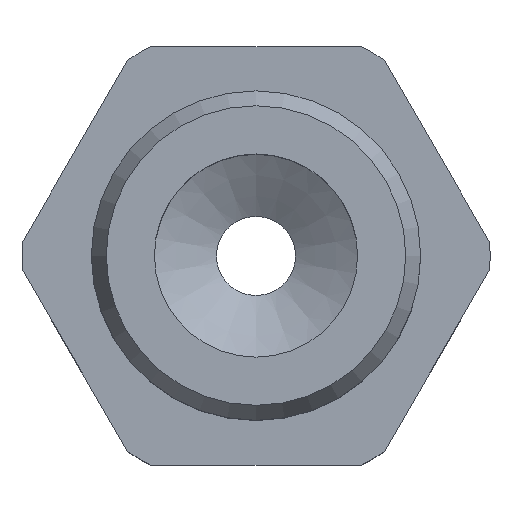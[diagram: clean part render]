
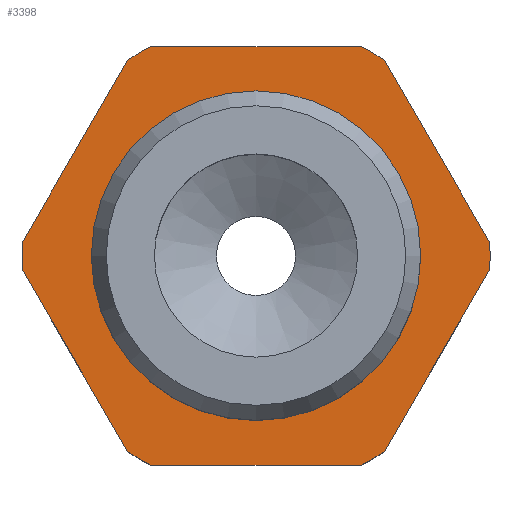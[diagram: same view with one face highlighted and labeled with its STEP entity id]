
A CAD part, top view. The second image highlights one B-rep face of the part: STEP entity #3398.
In plain terms, the highlighted planar face has unit normal (0, 0, 1).
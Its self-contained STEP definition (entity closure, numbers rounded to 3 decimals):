
#43=CIRCLE('',#3527,11.75);
#44=CIRCLE('',#3528,11.75);
#45=CIRCLE('',#3529,11.75);
#46=CIRCLE('',#3530,11.75);
#47=CIRCLE('',#3531,11.75);
#48=CIRCLE('',#3532,11.75);
#49=CIRCLE('',#3533,8.269);
#73=FACE_BOUND('',#672,.T.);
#477=FACE_OUTER_BOUND('',#671,.T.);
#671=EDGE_LOOP('',(#3061,#3062,#3063,#3064,#3065,#3066,#3067,#3068,#3069,
#3070,#3071,#3072));
#672=EDGE_LOOP('',(#3073));
#977=LINE('',#6437,#1289);
#980=LINE('',#6443,#1292);
#983=LINE('',#6449,#1295);
#986=LINE('',#6455,#1298);
#989=LINE('',#6461,#1301);
#992=LINE('',#6467,#1304);
#1289=VECTOR('',#4034,10.);
#1292=VECTOR('',#4039,10.);
#1295=VECTOR('',#4044,10.);
#1298=VECTOR('',#4049,10.);
#1301=VECTOR('',#4054,10.);
#1304=VECTOR('',#4059,10.);
#1623=VERTEX_POINT('',#6435);
#1624=VERTEX_POINT('',#6436);
#1625=VERTEX_POINT('',#6441);
#1626=VERTEX_POINT('',#6442);
#1627=VERTEX_POINT('',#6447);
#1628=VERTEX_POINT('',#6448);
#1629=VERTEX_POINT('',#6453);
#1630=VERTEX_POINT('',#6454);
#1631=VERTEX_POINT('',#6459);
#1632=VERTEX_POINT('',#6460);
#1633=VERTEX_POINT('',#6465);
#1634=VERTEX_POINT('',#6466);
#1635=VERTEX_POINT('',#6477);
#2103=EDGE_CURVE('',#1623,#1624,#977,.T.);
#2106=EDGE_CURVE('',#1625,#1626,#980,.T.);
#2109=EDGE_CURVE('',#1627,#1628,#983,.T.);
#2112=EDGE_CURVE('',#1629,#1630,#986,.T.);
#2115=EDGE_CURVE('',#1631,#1632,#989,.T.);
#2118=EDGE_CURVE('',#1633,#1634,#992,.T.);
#2121=EDGE_CURVE('',#1624,#1631,#43,.T.);
#2122=EDGE_CURVE('',#1632,#1629,#44,.T.);
#2123=EDGE_CURVE('',#1630,#1627,#45,.T.);
#2124=EDGE_CURVE('',#1628,#1633,#46,.T.);
#2125=EDGE_CURVE('',#1634,#1625,#47,.T.);
#2126=EDGE_CURVE('',#1626,#1623,#48,.T.);
#2127=EDGE_CURVE('',#1635,#1635,#49,.T.);
#3061=ORIENTED_EDGE('',*,*,#2103,.T.);
#3062=ORIENTED_EDGE('',*,*,#2121,.T.);
#3063=ORIENTED_EDGE('',*,*,#2115,.T.);
#3064=ORIENTED_EDGE('',*,*,#2122,.T.);
#3065=ORIENTED_EDGE('',*,*,#2112,.T.);
#3066=ORIENTED_EDGE('',*,*,#2123,.T.);
#3067=ORIENTED_EDGE('',*,*,#2109,.T.);
#3068=ORIENTED_EDGE('',*,*,#2124,.T.);
#3069=ORIENTED_EDGE('',*,*,#2118,.T.);
#3070=ORIENTED_EDGE('',*,*,#2125,.T.);
#3071=ORIENTED_EDGE('',*,*,#2106,.T.);
#3072=ORIENTED_EDGE('',*,*,#2126,.T.);
#3073=ORIENTED_EDGE('',*,*,#2127,.F.);
#3230=PLANE('',#3526);
#3398=ADVANCED_FACE('',(#477,#73),#3230,.T.);
#3526=AXIS2_PLACEMENT_3D('',#6470,#4062,#4063);
#3527=AXIS2_PLACEMENT_3D('',#6471,#4064,#4065);
#3528=AXIS2_PLACEMENT_3D('',#6472,#4066,#4067);
#3529=AXIS2_PLACEMENT_3D('',#6473,#4068,#4069);
#3530=AXIS2_PLACEMENT_3D('',#6474,#4070,#4071);
#3531=AXIS2_PLACEMENT_3D('',#6475,#4072,#4073);
#3532=AXIS2_PLACEMENT_3D('',#6476,#4074,#4075);
#3533=AXIS2_PLACEMENT_3D('',#6478,#4076,#4077);
#4034=DIRECTION('',(0.5,0.866,0.));
#4039=DIRECTION('',(1.,0.,0.));
#4044=DIRECTION('',(-0.5,-0.866,0.));
#4049=DIRECTION('',(-1.,0.,0.));
#4054=DIRECTION('',(-0.5,0.866,0.));
#4059=DIRECTION('',(0.5,-0.866,0.));
#4062=DIRECTION('center_axis',(0.,0.,1.));
#4063=DIRECTION('ref_axis',(1.,0.,0.));
#4064=DIRECTION('center_axis',(0.,0.,1.));
#4065=DIRECTION('ref_axis',(1.,0.,0.));
#4066=DIRECTION('center_axis',(0.,0.,1.));
#4067=DIRECTION('ref_axis',(1.,0.,0.));
#4068=DIRECTION('center_axis',(0.,0.,1.));
#4069=DIRECTION('ref_axis',(1.,0.,0.));
#4070=DIRECTION('center_axis',(0.,0.,1.));
#4071=DIRECTION('ref_axis',(1.,0.,0.));
#4072=DIRECTION('center_axis',(0.,0.,1.));
#4073=DIRECTION('ref_axis',(1.,0.,0.));
#4074=DIRECTION('center_axis',(0.,0.,1.));
#4075=DIRECTION('ref_axis',(1.,0.,0.));
#4076=DIRECTION('center_axis',(0.,0.,1.));
#4077=DIRECTION('ref_axis',(1.,0.,0.));
#6435=CARTESIAN_POINT('',(6.456,-9.817,0.));
#6436=CARTESIAN_POINT('',(11.73,-0.683,0.));
#6437=CARTESIAN_POINT('',(8.622,-6.067,0.));
#6441=CARTESIAN_POINT('',(-5.274,-10.5,0.));
#6442=CARTESIAN_POINT('',(5.274,-10.5,0.));
#6443=CARTESIAN_POINT('',(2.637,-10.5,0.));
#6447=CARTESIAN_POINT('',(-6.456,9.817,0.));
#6448=CARTESIAN_POINT('',(-11.73,0.683,0.));
#6449=CARTESIAN_POINT('',(-12.202,-0.134,0.));
#6453=CARTESIAN_POINT('',(5.274,10.5,0.));
#6454=CARTESIAN_POINT('',(-5.274,10.5,0.));
#6455=CARTESIAN_POINT('',(-2.637,10.5,0.));
#6459=CARTESIAN_POINT('',(11.73,0.683,0.));
#6460=CARTESIAN_POINT('',(6.456,9.817,0.));
#6461=CARTESIAN_POINT('',(9.565,4.433,0.));
#6465=CARTESIAN_POINT('',(-11.73,-0.683,0.));
#6466=CARTESIAN_POINT('',(-6.456,-9.817,0.));
#6467=CARTESIAN_POINT('',(-5.985,-10.634,0.));
#6470=CARTESIAN_POINT('Origin',(0.,-8.269,0.));
#6471=CARTESIAN_POINT('Origin',(0.,0.,0.));
#6472=CARTESIAN_POINT('Origin',(0.,0.,0.));
#6473=CARTESIAN_POINT('Origin',(0.,0.,0.));
#6474=CARTESIAN_POINT('Origin',(0.,0.,0.));
#6475=CARTESIAN_POINT('Origin',(0.,0.,0.));
#6476=CARTESIAN_POINT('Origin',(0.,0.,0.));
#6477=CARTESIAN_POINT('',(0.,8.269,0.));
#6478=CARTESIAN_POINT('Origin',(0.,0.,0.));
